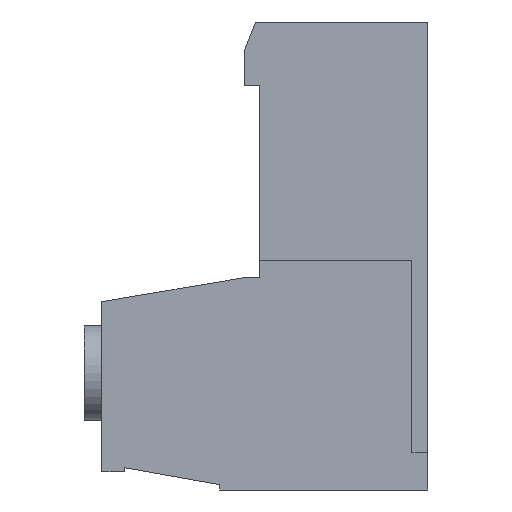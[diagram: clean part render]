
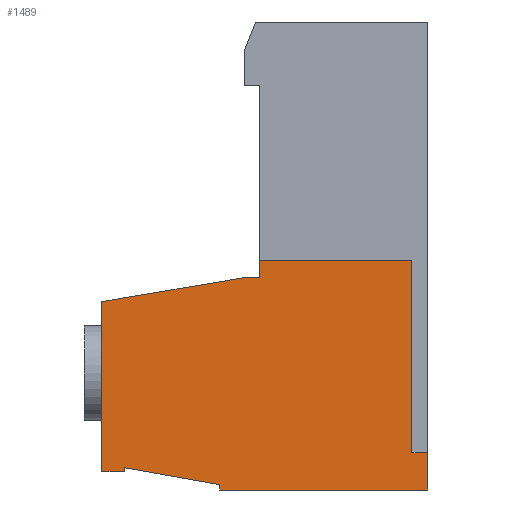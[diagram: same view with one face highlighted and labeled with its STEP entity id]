
A CAD part, left-side view. The second image highlights one B-rep face of the part: STEP entity #1489.
In plain terms, the highlighted planar face has unit normal (-1, 0, 0).
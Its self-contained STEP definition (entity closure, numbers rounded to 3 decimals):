
#188 = CARTESIAN_POINT ( 'NONE',  ( 0., 0., -22. ) ) ;
#265 = VERTEX_POINT ( 'NONE', #4568 ) ;
#337 = DIRECTION ( 'NONE',  ( 0., 0., 1. ) ) ;
#440 = VERTEX_POINT ( 'NONE', #2491 ) ;
#555 = DIRECTION ( 'NONE',  ( 0., 0., 1. ) ) ;
#595 = VECTOR ( 'NONE', #14112, 1000. ) ;
#638 = VERTEX_POINT ( 'NONE', #18161 ) ;
#657 = EDGE_LOOP ( 'NONE', ( #1919, #5287, #1215, #9152, #13538, #10368, #16307, #20009, #18743, #2774, #4866, #3462, #11002 ) ) ;
#818 = VERTEX_POINT ( 'NONE', #15435 ) ;
#1089 = VERTEX_POINT ( 'NONE', #10986 ) ;
#1215 = ORIENTED_EDGE ( 'NONE', *, *, #10229, .F. ) ;
#1236 = LINE ( 'NONE', #14457, #9067 ) ;
#1279 = VERTEX_POINT ( 'NONE', #12674 ) ;
#1356 = VERTEX_POINT ( 'NONE', #14113 ) ;
#1489 = ADVANCED_FACE ( 'NONE', ( #13532 ), #9159, .F. ) ;
#1536 = VERTEX_POINT ( 'NONE', #19279 ) ;
#1893 = EDGE_CURVE ( 'NONE', #18764, #12511, #10307, .T. ) ;
#1919 = ORIENTED_EDGE ( 'NONE', *, *, #13011, .F. ) ;
#1956 = CARTESIAN_POINT ( 'NONE',  ( 0., 0.75, -11.2 ) ) ;
#2082 = LINE ( 'NONE', #5759, #13567 ) ;
#2279 = VECTOR ( 'NONE', #3553, 1000. ) ;
#2491 = CARTESIAN_POINT ( 'NONE',  ( 0., 14.25, -20.95 ) ) ;
#2774 = ORIENTED_EDGE ( 'NONE', *, *, #8942, .F. ) ;
#3462 = ORIENTED_EDGE ( 'NONE', *, *, #8311, .F. ) ;
#3553 = DIRECTION ( 'NONE',  ( 0., 0., -1. ) ) ;
#4003 = LINE ( 'NONE', #16159, #20055 ) ;
#4014 = DIRECTION ( 'NONE',  ( 0., 0., 1. ) ) ;
#4102 = CARTESIAN_POINT ( 'NONE',  ( 0., 0., 0. ) ) ;
#4161 = VECTOR ( 'NONE', #18717, 1000. ) ;
#4568 = CARTESIAN_POINT ( 'NONE',  ( 0., 0.75, -11.2 ) ) ;
#4866 = ORIENTED_EDGE ( 'NONE', *, *, #14582, .F. ) ;
#4871 = CARTESIAN_POINT ( 'NONE',  ( 0., 15.33, -13.15 ) ) ;
#4875 = LINE ( 'NONE', #188, #8498 ) ;
#5189 = EDGE_CURVE ( 'NONE', #265, #1536, #15238, .T. ) ;
#5287 = ORIENTED_EDGE ( 'NONE', *, *, #9857, .F. ) ;
#5308 = LINE ( 'NONE', #12508, #595 ) ;
#5759 = CARTESIAN_POINT ( 'NONE',  ( 0., 9.77, -21.75 ) ) ;
#6092 = AXIS2_PLACEMENT_3D ( 'NONE', #18019, #20115, #20161 ) ;
#6114 = CARTESIAN_POINT ( 'NONE',  ( 0., 15.33, -21.15 ) ) ;
#6125 = EDGE_CURVE ( 'NONE', #12511, #818, #8587, .T. ) ;
#6126 = LINE ( 'NONE', #4102, #13913 ) ;
#6227 = VECTOR ( 'NONE', #4014, 1000. ) ;
#6266 = CARTESIAN_POINT ( 'NONE',  ( 0., 15.33, -13.15 ) ) ;
#6379 = CARTESIAN_POINT ( 'NONE',  ( 0., 0.75, -20.25 ) ) ;
#7317 = DIRECTION ( 'NONE',  ( 0., 0.984, 0.176 ) ) ;
#7883 = VECTOR ( 'NONE', #18774, 1000. ) ;
#8032 = DIRECTION ( 'NONE',  ( 0., 1., 0. ) ) ;
#8311 = EDGE_CURVE ( 'NONE', #1536, #1356, #8761, .T. ) ;
#8498 = VECTOR ( 'NONE', #8032, 1000. ) ;
#8559 = EDGE_CURVE ( 'NONE', #440, #19450, #15853, .T. ) ;
#8587 = LINE ( 'NONE', #6266, #12223 ) ;
#8630 = CARTESIAN_POINT ( 'NONE',  ( 0., 15.33, -21.15 ) ) ;
#8761 = LINE ( 'NONE', #6379, #4161 ) ;
#8942 = EDGE_CURVE ( 'NONE', #1279, #1089, #4875, .T. ) ;
#8943 = LINE ( 'NONE', #19249, #16760 ) ;
#9067 = VECTOR ( 'NONE', #337, 1000. ) ;
#9076 = CARTESIAN_POINT ( 'NONE',  ( 0., 7.9, -12. ) ) ;
#9152 = ORIENTED_EDGE ( 'NONE', *, *, #6125, .F. ) ;
#9159 = PLANE ( 'NONE',  #6092 ) ;
#9434 = CARTESIAN_POINT ( 'NONE',  ( 0., 7.9, -11.2 ) ) ;
#9857 = EDGE_CURVE ( 'NONE', #19544, #15781, #8943, .T. ) ;
#9941 = CARTESIAN_POINT ( 'NONE',  ( 0., 7.9, -11.2 ) ) ;
#10229 = EDGE_CURVE ( 'NONE', #818, #19544, #5308, .T. ) ;
#10307 = LINE ( 'NONE', #6114, #6227 ) ;
#10368 = ORIENTED_EDGE ( 'NONE', *, *, #11658, .F. ) ;
#10986 = CARTESIAN_POINT ( 'NONE',  ( 0., 9.77, -22. ) ) ;
#11002 = ORIENTED_EDGE ( 'NONE', *, *, #5189, .F. ) ;
#11658 = EDGE_CURVE ( 'NONE', #19450, #18764, #4003, .T. ) ;
#11668 = DIRECTION ( 'NONE',  ( 0., 0., -1. ) ) ;
#12223 = VECTOR ( 'NONE', #14019, 1000. ) ;
#12508 = CARTESIAN_POINT ( 'NONE',  ( 0., 8.53, -12. ) ) ;
#12511 = VERTEX_POINT ( 'NONE', #4871 ) ;
#12674 = CARTESIAN_POINT ( 'NONE',  ( 0., 0., -22. ) ) ;
#13011 = EDGE_CURVE ( 'NONE', #15781, #265, #19790, .T. ) ;
#13123 = EDGE_CURVE ( 'NONE', #1089, #638, #1236, .T. ) ;
#13532 = FACE_OUTER_BOUND ( 'NONE', #657, .T. ) ;
#13538 = ORIENTED_EDGE ( 'NONE', *, *, #1893, .F. ) ;
#13567 = VECTOR ( 'NONE', #7317, 1000. ) ;
#13913 = VECTOR ( 'NONE', #19657, 1000. ) ;
#14019 = DIRECTION ( 'NONE',  ( 0., -0.986, 0.167 ) ) ;
#14112 = DIRECTION ( 'NONE',  ( 0., -1., 0. ) ) ;
#14113 = CARTESIAN_POINT ( 'NONE',  ( 0., 0., -20.25 ) ) ;
#14457 = CARTESIAN_POINT ( 'NONE',  ( 0., 9.77, -22. ) ) ;
#14582 = EDGE_CURVE ( 'NONE', #1356, #1279, #6126, .T. ) ;
#14964 = CARTESIAN_POINT ( 'NONE',  ( 0., 14.25, -21.15 ) ) ;
#15238 = LINE ( 'NONE', #1956, #2279 ) ;
#15435 = CARTESIAN_POINT ( 'NONE',  ( 0., 8.53, -12. ) ) ;
#15781 = VERTEX_POINT ( 'NONE', #9941 ) ;
#15853 = LINE ( 'NONE', #16339, #16321 ) ;
#16159 = CARTESIAN_POINT ( 'NONE',  ( 0., 14.25, -21.15 ) ) ;
#16307 = ORIENTED_EDGE ( 'NONE', *, *, #8559, .F. ) ;
#16321 = VECTOR ( 'NONE', #11668, 1000. ) ;
#16339 = CARTESIAN_POINT ( 'NONE',  ( 0., 14.25, -20.95 ) ) ;
#16760 = VECTOR ( 'NONE', #555, 1000. ) ;
#18019 = CARTESIAN_POINT ( 'NONE',  ( 0., 0., 0. ) ) ;
#18161 = CARTESIAN_POINT ( 'NONE',  ( 0., 9.77, -21.75 ) ) ;
#18343 = EDGE_CURVE ( 'NONE', #638, #440, #2082, .T. ) ;
#18717 = DIRECTION ( 'NONE',  ( 0., -1., 0. ) ) ;
#18743 = ORIENTED_EDGE ( 'NONE', *, *, #13123, .F. ) ;
#18764 = VERTEX_POINT ( 'NONE', #8630 ) ;
#18774 = DIRECTION ( 'NONE',  ( 0., -1., 0. ) ) ;
#19243 = DIRECTION ( 'NONE',  ( 0., 1., 0. ) ) ;
#19249 = CARTESIAN_POINT ( 'NONE',  ( 0., 7.9, -12. ) ) ;
#19279 = CARTESIAN_POINT ( 'NONE',  ( 0., 0.75, -20.25 ) ) ;
#19450 = VERTEX_POINT ( 'NONE', #14964 ) ;
#19544 = VERTEX_POINT ( 'NONE', #9076 ) ;
#19657 = DIRECTION ( 'NONE',  ( 0., 0., -1. ) ) ;
#19790 = LINE ( 'NONE', #9434, #7883 ) ;
#20009 = ORIENTED_EDGE ( 'NONE', *, *, #18343, .F. ) ;
#20055 = VECTOR ( 'NONE', #19243, 1000. ) ;
#20115 = DIRECTION ( 'NONE',  ( 1., 0., 0. ) ) ;
#20161 = DIRECTION ( 'NONE',  ( 0., 0., -1. ) ) ;
